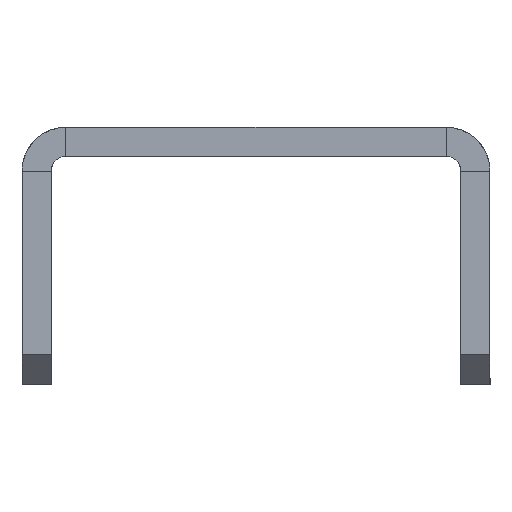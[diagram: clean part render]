
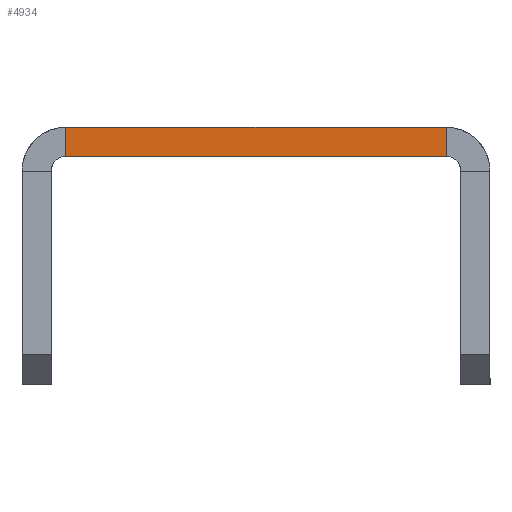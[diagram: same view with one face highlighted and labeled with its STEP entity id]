
A CAD part, left-side view. The second image highlights one B-rep face of the part: STEP entity #4934.
In plain terms, the highlighted planar face has unit normal (-1, 0, 0).
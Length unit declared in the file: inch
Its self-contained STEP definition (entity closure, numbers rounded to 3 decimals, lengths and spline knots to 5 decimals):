
#719 = ORIENTED_EDGE ( 'NONE', *, *, #1786, .T. ) ;
#1036 = DIRECTION ( 'NONE',  ( 0., -1., 0. ) ) ;
#1587 = DIRECTION ( 'NONE',  ( 0., -1., 0. ) ) ;
#1786 = EDGE_CURVE ( 'NONE', #36346, #16355, #34480, .T. ) ;
#3439 = ORIENTED_EDGE ( 'NONE', *, *, #6539, .T. ) ;
#3486 = LINE ( 'NONE', #17724, #23299 ) ;
#4934 = ADVANCED_FACE ( 'NONE', ( #23308 ), #19547, .F. ) ;
#6539 = EDGE_CURVE ( 'NONE', #6688, #36346, #37723, .T. ) ;
#6688 = VERTEX_POINT ( 'NONE', #12504 ) ;
#9549 = AXIS2_PLACEMENT_3D ( 'NONE', #12784, #13372, #37164 ) ;
#10822 = CARTESIAN_POINT ( 'NONE',  ( -6.25, 0.406, 0.062 ) ) ;
#12504 = CARTESIAN_POINT ( 'NONE',  ( -6.25, 0.406, 0. ) ) ;
#12784 = CARTESIAN_POINT ( 'NONE',  ( -6.25, 0.5, 0.062 ) ) ;
#13372 = DIRECTION ( 'NONE',  ( 1., 0., 0. ) ) ;
#14239 = ORIENTED_EDGE ( 'NONE', *, *, #23278, .F. ) ;
#15980 = EDGE_LOOP ( 'NONE', ( #14239, #3439, #719, #21195 ) ) ;
#16355 = VERTEX_POINT ( 'NONE', #17578 ) ;
#17578 = CARTESIAN_POINT ( 'NONE',  ( -6.25, -0.406, 0.062 ) ) ;
#17724 = CARTESIAN_POINT ( 'NONE',  ( -6.25, 0.5, 0.062 ) ) ;
#19193 = VECTOR ( 'NONE', #1587, 39.37008 ) ;
#19494 = CARTESIAN_POINT ( 'NONE',  ( -6.25, 0.5, 0. ) ) ;
#19547 = PLANE ( 'NONE',  #9549 ) ;
#21195 = ORIENTED_EDGE ( 'NONE', *, *, #36204, .F. ) ;
#22238 = VECTOR ( 'NONE', #33822, 39.37008 ) ;
#22852 = LINE ( 'NONE', #31661, #26919 ) ;
#23017 = VERTEX_POINT ( 'NONE', #10822 ) ;
#23278 = EDGE_CURVE ( 'NONE', #6688, #23017, #22852, .T. ) ;
#23299 = VECTOR ( 'NONE', #1036, 39.37008 ) ;
#23308 = FACE_OUTER_BOUND ( 'NONE', #15980, .T. ) ;
#26919 = VECTOR ( 'NONE', #27842, 39.37008 ) ;
#27842 = DIRECTION ( 'NONE',  ( 0., 0., 1. ) ) ;
#28777 = CARTESIAN_POINT ( 'NONE',  ( -6.25, -0.406, 0. ) ) ;
#31661 = CARTESIAN_POINT ( 'NONE',  ( -6.25, 0.406, 0. ) ) ;
#33822 = DIRECTION ( 'NONE',  ( 0., 0., 1. ) ) ;
#34480 = LINE ( 'NONE', #28777, #22238 ) ;
#36204 = EDGE_CURVE ( 'NONE', #23017, #16355, #3486, .T. ) ;
#36346 = VERTEX_POINT ( 'NONE', #37940 ) ;
#37164 = DIRECTION ( 'NONE',  ( 0., 0., -1. ) ) ;
#37723 = LINE ( 'NONE', #19494, #19193 ) ;
#37940 = CARTESIAN_POINT ( 'NONE',  ( -6.25, -0.406, 0. ) ) ;
